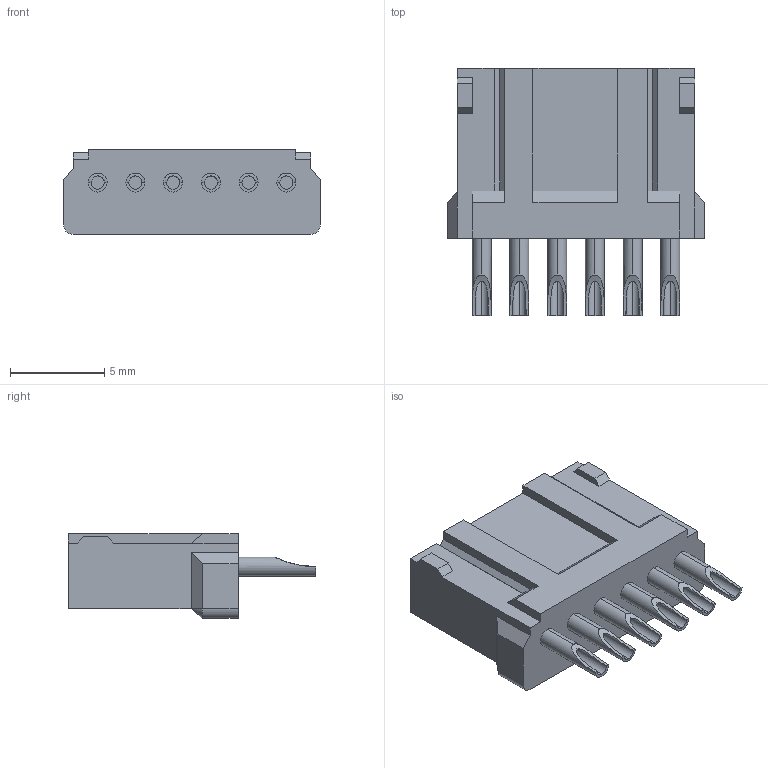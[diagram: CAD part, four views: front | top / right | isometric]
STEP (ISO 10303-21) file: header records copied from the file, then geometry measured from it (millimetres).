
FILE_DESCRIPTION((''),'2;1');
FILE_NAME('F0JL04-P06SW000-01','2025-10-10T',('工程三'),(''),'PRO/ENGINEER BY PARAMETRIC TECHNOLOGY CORPORATION, 2010280','PRO/ENGINEER BY PARAMETRIC TECHNOLOGY CORPORATION, 2010280','');
FILE_SCHEMA(('CONFIG_CONTROL_DESIGN'));
Length unit declared in the file: millimetre
Products named in the file (1): F0JL04-P06SW000-01
Bounding box: 13.6 x 13.1 x 4.5 mm (x, y, z)
Volume: 387.5 mm3; surface area: 992 mm2
Topology: 1 solids, 7 shells, 579 faces, 1375 edges, 844 vertices
Faces by surface type: cylinder 266, plane 179, torus 132, cone 2
Entity records: 17427 total; most frequent: CARTESIAN_POINT 3672, DIRECTION 3141, ORIENTED_EDGE 2746, EDGE_CURVE 1373, AXIS2_PLACEMENT_3D 1333, VERTEX_POINT 844, CIRCLE 754, EDGE_LOOP 627
